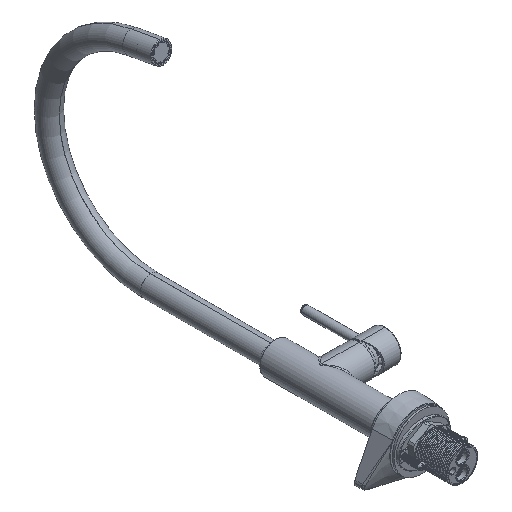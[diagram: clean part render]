
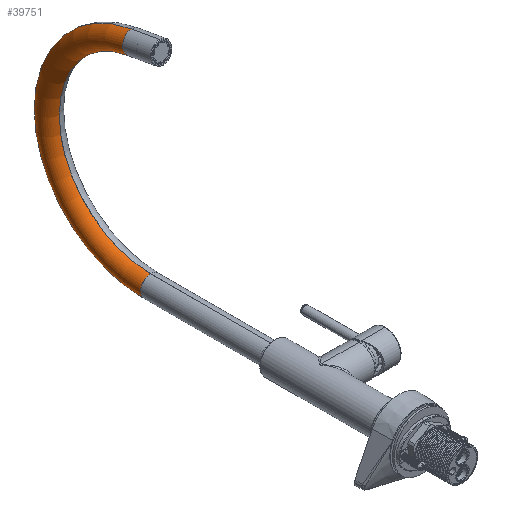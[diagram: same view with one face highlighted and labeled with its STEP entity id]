
A CAD part, isometric view. The second image highlights one B-rep face of the part: STEP entity #39751.
In plain terms, the highlighted toroidal (fillet/blend) face has major radius 103.234 mm and minor radius 10.5 mm.
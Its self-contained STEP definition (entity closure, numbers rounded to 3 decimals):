
#38723=CARTESIAN_POINT('',(103.234,0.,0.));
#38724=DIRECTION('',(0.,0.,1.));
#38725=DIRECTION('',(-1.,0.,0.));
#38726=AXIS2_PLACEMENT_3D('',#38723,#38724,#38725);
#38728=CARTESIAN_POINT('',(-101.666,0.,-17.926));
#38729=DIRECTION('',(-0.174,0.,0.985));
#38730=DIRECTION('',(-0.985,0.,-0.174));
#38731=AXIS2_PLACEMENT_3D('',#38728,#38729,#38730);
#38733=CARTESIAN_POINT('',(0.,0.,0.));
#38734=DIRECTION('',(0.,-1.,0.));
#38735=DIRECTION('',(-0.985,0.,-0.174));
#38736=AXIS2_PLACEMENT_3D('',#38733,#38734,#38735);
#38748=CARTESIAN_POINT('',(0.,0.,0.));
#38749=DIRECTION('',(0.,-1.,0.));
#38750=DIRECTION('',(-0.985,0.,-0.174));
#38751=AXIS2_PLACEMENT_3D('',#38748,#38749,#38750);
#39473=CARTESIAN_POINT('',(92.734,0.,0.));
#39474=VERTEX_POINT('',#39473);
#39475=CARTESIAN_POINT('',(113.734,0.,
0.));
#39476=VERTEX_POINT('',#39475);
#39485=CARTESIAN_POINT('',(-112.006,0.,-19.75));
#39486=VERTEX_POINT('',#39485);
#39487=CARTESIAN_POINT('',(-91.325,0.,-16.103));
#39488=VERTEX_POINT('',#39487);
#39737=CARTESIAN_POINT('',(0.,0.,0.));
#39738=DIRECTION('',(0.,1.,0.));
#39739=DIRECTION('',(-1.,0.,0.));
#39740=AXIS2_PLACEMENT_3D('',#39737,#39738,#39739);
#39741=TOROIDAL_SURFACE('',#39740,103.234,10.5);
#39742=ORIENTED_EDGE('',*,*,#39731,.T.);
#39744=ORIENTED_EDGE('',*,*,#39743,.F.);
#39746=ORIENTED_EDGE('',*,*,#39745,.T.);
#39748=ORIENTED_EDGE('',*,*,#39747,.T.);
#39749=EDGE_LOOP('',(#39742,#39744,#39746,#39748));
#39750=FACE_OUTER_BOUND('',#39749,.F.);
#38727=CIRCLE('',#38726,10.5);
#38732=CIRCLE('',#38731,10.5);
#38737=CIRCLE('',#38736,92.734);
#38752=CIRCLE('',#38751,113.734);
#39731=EDGE_CURVE('',#39474,#39476,#38727,.T.);
#39743=EDGE_CURVE('',#39486,#39476,#38752,.T.);
#39745=EDGE_CURVE('',#39486,#39488,#38732,.T.);
#39747=EDGE_CURVE('',#39488,#39474,#38737,.T.);
#39751=ADVANCED_FACE('',(#39750),#39741,.T.);
